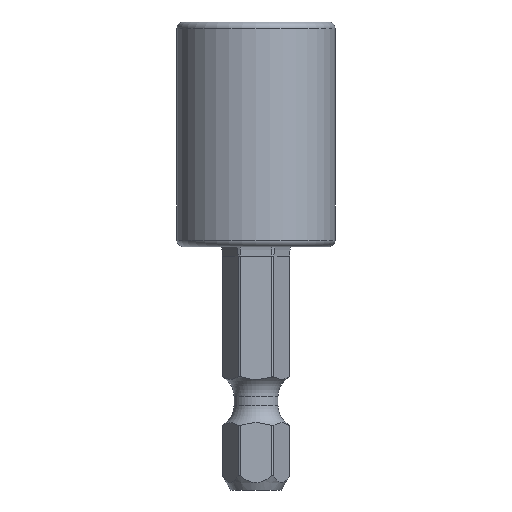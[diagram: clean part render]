
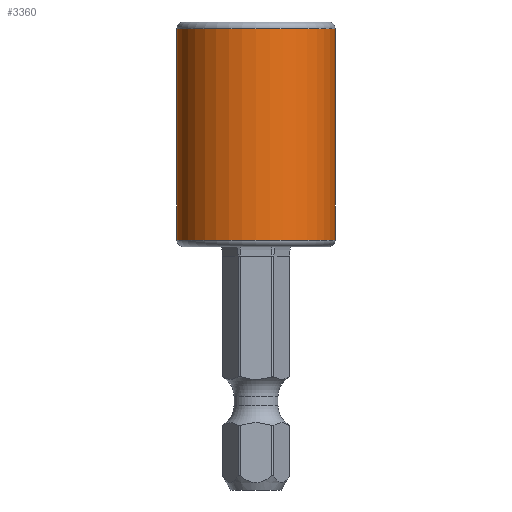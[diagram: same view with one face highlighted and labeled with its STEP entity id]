
A CAD part, front view. The second image highlights one B-rep face of the part: STEP entity #3360.
In plain terms, the highlighted cylindrical face has radius 8.45 mm (diameter 16.9 mm), a partial arc.
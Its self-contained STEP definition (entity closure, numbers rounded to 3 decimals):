
#2900=CARTESIAN_POINT('',(0.,0.,0.4));
#2901=DIRECTION('',(0.,0.,-1.));
#2902=DIRECTION('',(1.,0.,0.));
#2903=AXIS2_PLACEMENT_3D('',#2900,#2901,#2902);
#2908=DIRECTION('',(0.,0.,1.));
#2909=VECTOR('',#2908,22.6);
#2910=CARTESIAN_POINT('',(-8.45,0.,0.4));
#2911=LINE('',#2910,#2909);
#2915=CARTESIAN_POINT('',(0.,0.,23.));
#2916=DIRECTION('',(0.,0.,1.));
#2917=DIRECTION('',(-1.,0.,0.));
#2918=AXIS2_PLACEMENT_3D('',#2915,#2916,#2917);
#2923=DIRECTION('',(0.,0.,-1.));
#2924=VECTOR('',#2923,22.6);
#2925=CARTESIAN_POINT('',(8.45,0.,23.));
#2926=LINE('',#2925,#2924);
#3264=CARTESIAN_POINT('',(8.45,0.,23.));
#3265=CARTESIAN_POINT('',(-8.45,0.,23.));
#3266=VERTEX_POINT('',#3264);
#3267=VERTEX_POINT('',#3265);
#3272=CARTESIAN_POINT('',(-8.45,0.,0.4));
#3273=CARTESIAN_POINT('',(8.45,0.,0.4));
#3274=VERTEX_POINT('',#3272);
#3275=VERTEX_POINT('',#3273);
#3346=CARTESIAN_POINT('',(0.,0.,-0.3));
#3347=DIRECTION('',(0.,0.,1.));
#3348=DIRECTION('',(1.,0.,0.));
#3349=AXIS2_PLACEMENT_3D('',#3346,#3347,#3348);
#3350=CYLINDRICAL_SURFACE('',#3349,8.45);
#3351=ORIENTED_EDGE('',*,*,#3340,.T.);
#3353=ORIENTED_EDGE('',*,*,#3352,.T.);
#3355=ORIENTED_EDGE('',*,*,#3354,.T.);
#3357=ORIENTED_EDGE('',*,*,#3356,.T.);
#3358=EDGE_LOOP('',(#3351,#3353,#3355,#3357));
#3359=FACE_OUTER_BOUND('',#3358,.F.);
#3360=ADVANCED_FACE('',(#3359),#3350,.T.);
#2904=CIRCLE('',#2903,8.45);
#2919=CIRCLE('',#2918,8.45);
#3340=EDGE_CURVE('',#3275,#3274,#2904,.T.);
#3352=EDGE_CURVE('',#3274,#3267,#2911,.T.);
#3354=EDGE_CURVE('',#3267,#3266,#2919,.T.);
#3356=EDGE_CURVE('',#3266,#3275,#2926,.T.);
